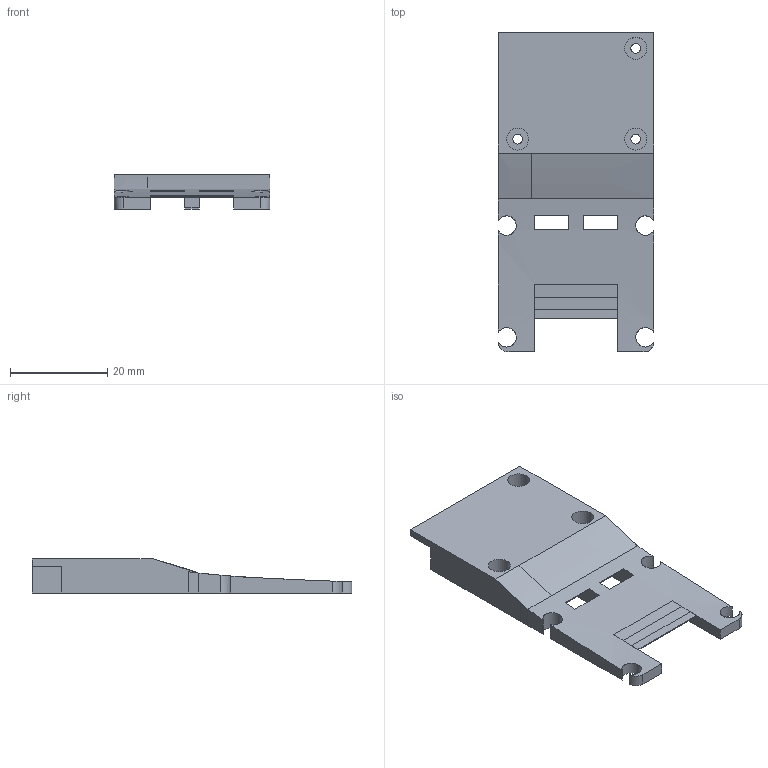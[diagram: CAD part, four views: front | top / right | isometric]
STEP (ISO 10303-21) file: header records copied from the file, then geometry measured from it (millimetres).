
FILE_DESCRIPTION(/* description */ (''),/* implementation_level */ '2;1');
FILE_NAME(/* name */ 'Back Cover.step',/* time_stamp */ '2020-02-22T21:13:23+01:00',/* author */ (''),/* organization */ (''),/* preprocessor_version */ 'ST-DEVELOPER v18',/* originating_system */ 'Autodesk Translation Framework v8.12.0.6',/* authorisation */ '');
FILE_SCHEMA (('AUTOMOTIVE_DESIGN { 1 0 10303 214 3 1 1 }'));
Length unit declared in the file: millimetre
Products named in the file (1): Back Cover
Bounding box: 32.02 x 65.83 x 7 mm (x, y, z)
Volume: 4952.6 mm3; surface area: 5609.5 mm2
Topology: 1 solids, 1 shells, 85 faces, 248 edges, 168 vertices
Faces by surface type: plane 54, cylinder 16, bspline 15
Full cylindrical faces by diameter (mm): 2 x1, 4.5 x5
Entity records: 3347 total; most frequent: CARTESIAN_POINT 1211, ORIENTED_EDGE 496, DIRECTION 341, EDGE_CURVE 248, VERTEX_POINT 168, LINE 145, VECTOR 145, EDGE_LOOP 98
